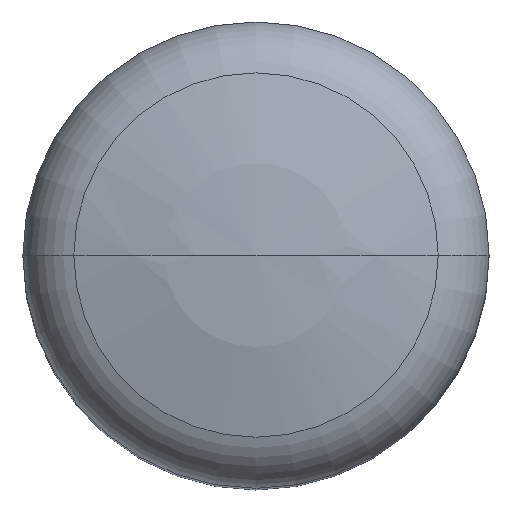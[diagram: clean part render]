
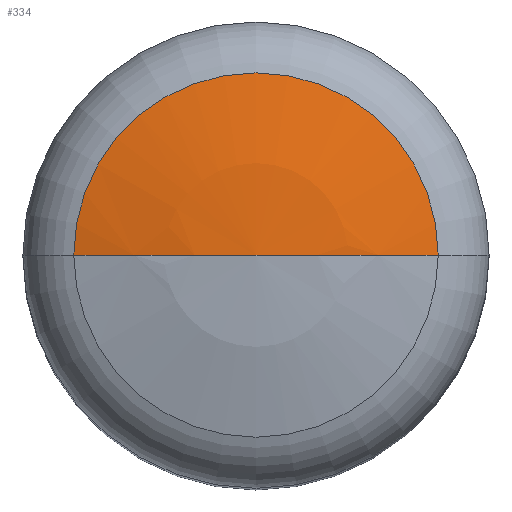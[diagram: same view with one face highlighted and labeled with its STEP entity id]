
A CAD part, top view. The second image highlights one B-rep face of the part: STEP entity #334.
In plain terms, the highlighted spherical face has radius 46 mm.
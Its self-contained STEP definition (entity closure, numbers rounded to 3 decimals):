
#208=EDGE_CURVE('',#326,#358,#473,.T.);
#286=VERTEX_POINT('',#561);
#316=EDGE_CURVE('',#286,#326,#593,.T.);
#326=VERTEX_POINT('',#603);
#334=ADVANCED_FACE('',(#613),#614,.T.);
#340=EDGE_CURVE('',#358,#286,#620,.T.);
#358=VERTEX_POINT('',#639);
#473=CIRCLE('',#761,12.111);
#561=CARTESIAN_POINT('',(0.,0.,104.5));
#593=CIRCLE('',#950,46.);
#603=CARTESIAN_POINT('',(12.111,0.,102.877));
#613=FACE_OUTER_BOUND('',#975,.T.);
#614=SPHERICAL_SURFACE('',#976,46.);
#620=CIRCLE('',#983,46.);
#639=CARTESIAN_POINT('',(-12.111,0.,102.877));
#761=AXIS2_PLACEMENT_3D('',#1177,#1178,#1179);
#950=AXIS2_PLACEMENT_3D('',#1335,#1336,#1337);
#975=EDGE_LOOP('',(#1352,#1353,#1354));
#976=AXIS2_PLACEMENT_3D('',#1355,#1356,#1357);
#983=AXIS2_PLACEMENT_3D('',#1358,#1359,#1360);
#1177=CARTESIAN_POINT('',(0.,0.,102.877));
#1178=DIRECTION('',(0.0,0.0,1.0));
#1179=DIRECTION('',(1.0,0.,0.0));
#1335=CARTESIAN_POINT('',(0.,0.,58.5));
#1336=DIRECTION('',(0.,1.0,0.0));
#1337=DIRECTION('',(0.0,-0.0,-1.0));
#1352=ORIENTED_EDGE('',*,*,#340,.T.);
#1353=ORIENTED_EDGE('',*,*,#316,.T.);
#1354=ORIENTED_EDGE('',*,*,#208,.T.);
#1355=CARTESIAN_POINT('',(0.,0.,58.5));
#1356=DIRECTION('',(0.0,0.0,1.0));
#1357=DIRECTION('',(-1.0,0.,0.0));
#1358=CARTESIAN_POINT('',(0.,0.,58.5));
#1359=DIRECTION('',(0.,1.0,0.0));
#1360=DIRECTION('',(0.0,-0.0,-1.0));
